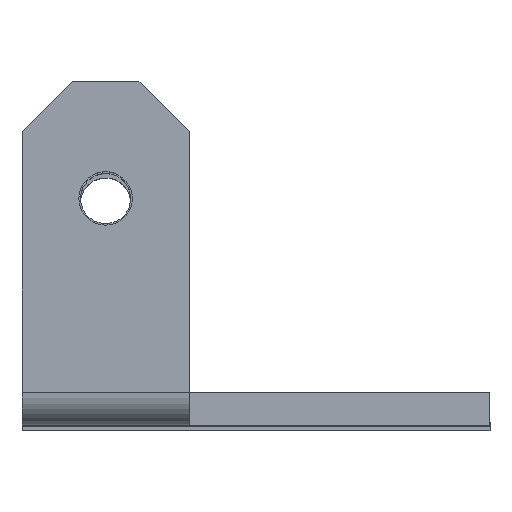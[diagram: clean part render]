
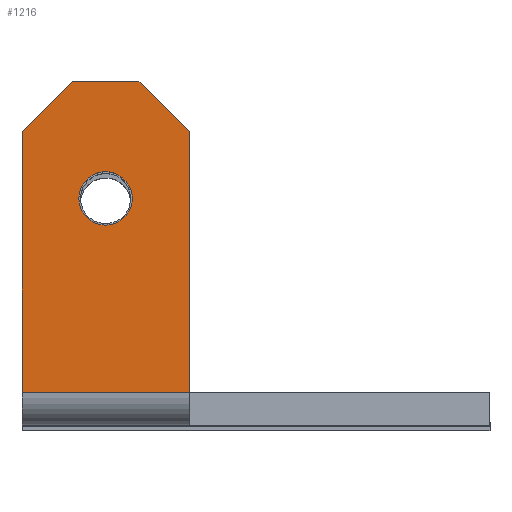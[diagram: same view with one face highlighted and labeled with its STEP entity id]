
A CAD part, top view. The second image highlights one B-rep face of the part: STEP entity #1216.
In plain terms, the highlighted planar face has unit normal (0, 0, 1).
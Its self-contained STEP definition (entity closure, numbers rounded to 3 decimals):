
#755=CARTESIAN_POINT('',(-8.1,-1.4,-7.5));
#756=VERTEX_POINT('',#755);
#757=CARTESIAN_POINT('',(-6.5,-1.4,-7.5));
#758=DIRECTION('',(0.0,0.0,1.0));
#759=DIRECTION('',(1.0,0.0,0.0));
#760=AXIS2_PLACEMENT_3D('',#757,#758,#759);
#761=CIRCLE('',#760,1.6);
#762=EDGE_CURVE('',#756,#756,#761,.T.);
#783=CARTESIAN_POINT('',(-1.5,-13.0,-7.5));
#784=VERTEX_POINT('',#783);
#794=CARTESIAN_POINT('',(-11.5,-13.,-7.5));
#795=VERTEX_POINT('',#794);
#796=CARTESIAN_POINT('',(-11.5,-13.,-7.5));
#797=DIRECTION('',(1.0,0.0,0.0));
#798=VECTOR('',#797,10.);
#799=LINE('',#796,#798);
#800=EDGE_CURVE('',#795,#784,#799,.T.);
#934=CARTESIAN_POINT('',(-1.5,2.6,-7.5));
#935=VERTEX_POINT('',#934);
#942=CARTESIAN_POINT('',(-1.5,2.6,-7.5));
#943=DIRECTION('',(0.0,-1.0,0.0));
#944=VECTOR('',#943,15.6);
#945=LINE('',#942,#944);
#946=EDGE_CURVE('',#935,#784,#945,.T.);
#1054=CARTESIAN_POINT('',(-4.5,5.6,-7.5));
#1055=VERTEX_POINT('',#1054);
#1056=CARTESIAN_POINT('',(-1.5,2.6,-7.5));
#1057=DIRECTION('',(-0.707,0.707,0.));
#1058=VECTOR('',#1057,4.243);
#1059=LINE('',#1056,#1058);
#1060=EDGE_CURVE('',#935,#1055,#1059,.T.);
#1130=CARTESIAN_POINT('',(-8.5,5.6,-7.5));
#1131=VERTEX_POINT('',#1130);
#1138=CARTESIAN_POINT('',(-4.5,5.6,-7.5));
#1139=DIRECTION('',(-1.0,0.0,0.0));
#1140=VECTOR('',#1139,4.0);
#1141=LINE('',#1138,#1140);
#1142=EDGE_CURVE('',#1055,#1131,#1141,.T.);
#1153=CARTESIAN_POINT('',(-11.5,2.6,-7.5));
#1154=VERTEX_POINT('',#1153);
#1161=CARTESIAN_POINT('',(-8.5,5.6,-7.5));
#1162=DIRECTION('',(-0.707,-0.707,0.0));
#1163=VECTOR('',#1162,4.243);
#1164=LINE('',#1161,#1163);
#1165=EDGE_CURVE('',#1131,#1154,#1164,.T.);
#1195=CARTESIAN_POINT('',(-6.5,5.6,-7.5));
#1196=DIRECTION('',(0.0,0.0,-1.0));
#1197=DIRECTION('',(-1.0,0.0,0.0));
#1198=AXIS2_PLACEMENT_3D('',#1195,#1196,#1197);
#1199=PLANE('',#1198);
#1200=ORIENTED_EDGE('',*,*,#800,.T.);
#1201=ORIENTED_EDGE('',*,*,#946,.F.);
#1202=ORIENTED_EDGE('',*,*,#1060,.T.);
#1203=ORIENTED_EDGE('',*,*,#1142,.T.);
#1204=ORIENTED_EDGE('',*,*,#1165,.T.);
#1205=CARTESIAN_POINT('',(-11.5,2.6,-7.5));
#1206=DIRECTION('',(0.0,-1.0,0.0));
#1207=VECTOR('',#1206,15.6);
#1208=LINE('',#1205,#1207);
#1209=EDGE_CURVE('',#1154,#795,#1208,.T.);
#1210=ORIENTED_EDGE('',*,*,#1209,.T.);
#1211=EDGE_LOOP('',(#1200,#1201,#1202,#1203,#1204,#1210));
#1212=FACE_OUTER_BOUND('',#1211,.T.);
#1213=ORIENTED_EDGE('',*,*,#762,.F.);
#1214=EDGE_LOOP('',(#1213));
#1215=FACE_BOUND('',#1214,.T.);
#1216=ADVANCED_FACE('',(#1212,#1215),#1199,.F.);
